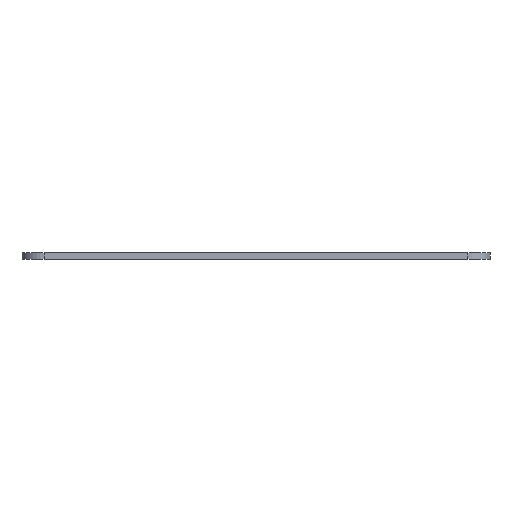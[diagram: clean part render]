
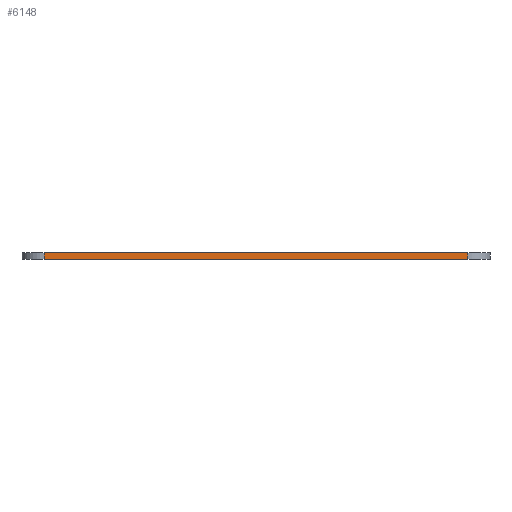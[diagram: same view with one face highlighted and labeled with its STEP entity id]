
A CAD part, front view. The second image highlights one B-rep face of the part: STEP entity #6148.
In plain terms, the highlighted planar face has unit normal (0, -1, 0).
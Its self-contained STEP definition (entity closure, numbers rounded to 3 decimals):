
#310=PLANE('',#6435);
#603=FACE_OUTER_BOUND('',#973,.T.);
#973=EDGE_LOOP('',(#5504,#5505,#5506,#5507));
#1366=LINE('',#11402,#1884);
#1409=LINE('',#11591,#1927);
#1502=LINE('',#11862,#2020);
#1503=LINE('',#11863,#2021);
#1884=VECTOR('',#6982,10.);
#1927=VECTOR('',#7133,10.);
#2020=VECTOR('',#7404,10.);
#2021=VECTOR('',#7405,10.);
#2793=VERTEX_POINT('',#11399);
#2794=VERTEX_POINT('',#11401);
#2885=VERTEX_POINT('',#11588);
#2886=VERTEX_POINT('',#11590);
#3617=EDGE_CURVE('',#2793,#2794,#1366,.T.);
#3709=EDGE_CURVE('',#2886,#2885,#1409,.T.);
#3850=EDGE_CURVE('',#2794,#2885,#1502,.T.);
#3851=EDGE_CURVE('',#2886,#2793,#1503,.T.);
#5504=ORIENTED_EDGE('',*,*,#3709,.T.);
#5505=ORIENTED_EDGE('',*,*,#3850,.F.);
#5506=ORIENTED_EDGE('',*,*,#3617,.F.);
#5507=ORIENTED_EDGE('',*,*,#3851,.F.);
#6148=ADVANCED_FACE('',(#603),#310,.T.);
#6435=AXIS2_PLACEMENT_3D('',#11861,#7402,#7403);
#6982=DIRECTION('',(-1.,0.,0.));
#7133=DIRECTION('',(-1.,0.,0.));
#7402=DIRECTION('center_axis',(0.,-1.,0.));
#7403=DIRECTION('ref_axis',(1.,0.,0.));
#7404=DIRECTION('',(0.,0.,1.));
#7405=DIRECTION('',(0.,0.,-1.));
#11399=CARTESIAN_POINT('',(88.525,-87.44,0.));
#11401=CARTESIAN_POINT('',(-6.475,-87.44,0.));
#11402=CARTESIAN_POINT('',(93.525,-87.44,0.));
#11588=CARTESIAN_POINT('',(-6.475,-87.44,1.5));
#11590=CARTESIAN_POINT('',(88.525,-87.44,1.5));
#11591=CARTESIAN_POINT('',(14.775,-87.44,1.5));
#11861=CARTESIAN_POINT('Origin',(-11.475,-87.44,0.));
#11862=CARTESIAN_POINT('',(-6.475,-87.44,0.));
#11863=CARTESIAN_POINT('',(88.525,-87.44,0.));
